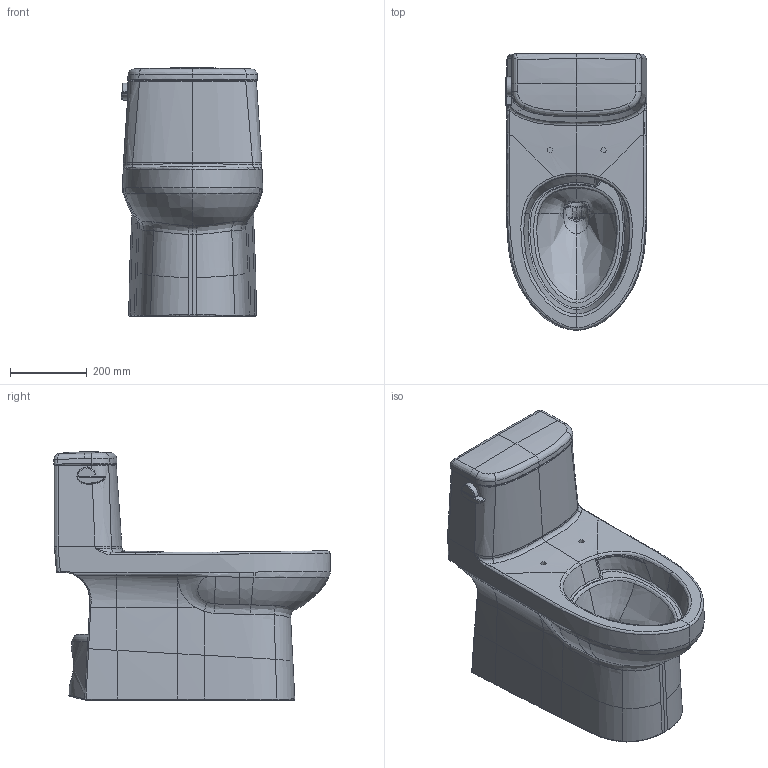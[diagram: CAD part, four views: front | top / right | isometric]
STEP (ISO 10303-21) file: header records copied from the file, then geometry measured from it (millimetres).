
FILE_DESCRIPTION(/* description */ (''),/* implementation_level */ '2;1');
FILE_NAME(/* name */ '466820_Low-Profi.stp',/* time_stamp */ '2025-05-14T16:25:10+07:00',/* author */ (''),/* organization */ (''),/* preprocessor_version */ 'ST-DEVELOPER v18.1',/* originating_system */ 'SIEMENS PLM Software NX 1973',/* authorisation */ '');
FILE_SCHEMA (('AUTOMOTIVE_DESIGN { 1 0 10303 214 3 1 1 1 }'));
Products named in the file (1): 466820_Low-Profi
Bounding box: 368.85 x 721.14 x 648.14 mm (x, y, z)
Volume: 18320730.1 mm3; surface area: 2987566.6 mm2
Topology: 4 solids, 5 shells, 2541 faces, 6357 edges, 3722 vertices
Faces by surface type: bspline 1943, torus 182, plane 168, cylinder 127, sphere 78, cone 37, extrusion 6
Full cylindrical faces by diameter (mm): 10 x1, 14 x2, 16 x2, 18 x1, 25 x2, 51 x1, 90 x1
Entity records: 245106 total; most frequent: CARTESIAN_POINT 201422, ORIENTED_EDGE 12418, EDGE_CURVE 6209, DIRECTION 4280, B_SPLINE_CURVE_WITH_KNOTS 4185, VERTEX_POINT 3705, EDGE_LOOP 2590, ADVANCED_FACE 2541
